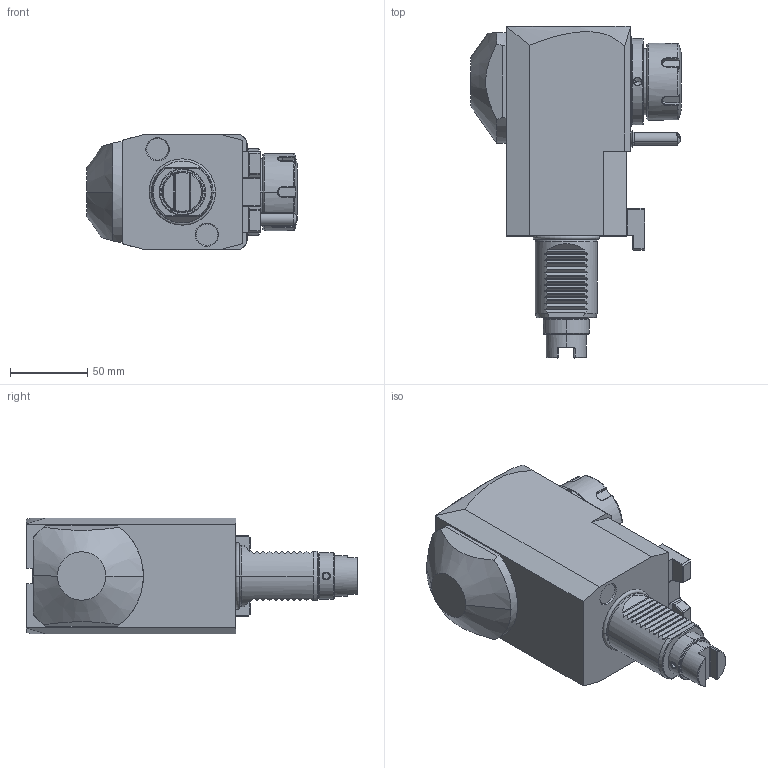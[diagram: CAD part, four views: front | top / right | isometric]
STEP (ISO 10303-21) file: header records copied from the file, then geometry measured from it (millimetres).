
FILE_DESCRIPTION((''),'2;1');
FILE_NAME('NGT1_40_261_32_2_3_100','2023-03-14T',('vali'),('NOVA GRUP'),'PRO/ENGINEER BY PARAMETRIC TECHNOLOGY CORPORATION, 2010280','PRO/ENGINEER BY PARAMETRIC TECHNOLOGY CORPORATION, 2010280','');
FILE_SCHEMA(('CONFIG_CONTROL_DESIGN'));
Length unit declared in the file: millimetre
Products named in the file (1): NGT1_40_261_32_2_3_100
Bounding box: 136.6 x 215 x 75 mm (x, y, z)
Volume: 1011513.2 mm3; surface area: 78043 mm2
Topology: 1 solids, 1 shells, 423 faces, 1105 edges, 695 vertices
Faces by surface type: plane 227, cylinder 77, cone 63, bspline 34, torus 18, extrusion 2, sphere 2
Entity records: 17666 total; most frequent: CARTESIAN_POINT 7935, ORIENTED_EDGE 2190, DIRECTION 1729, EDGE_CURVE 1095, VERTEX_POINT 694, AXIS2_PLACEMENT_3D 581, VECTOR 567, LINE 565
